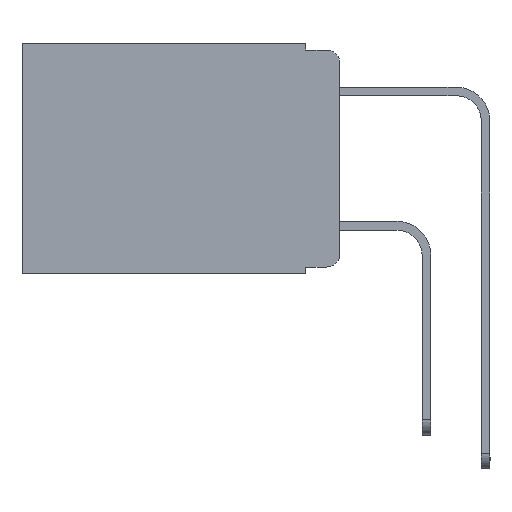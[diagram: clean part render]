
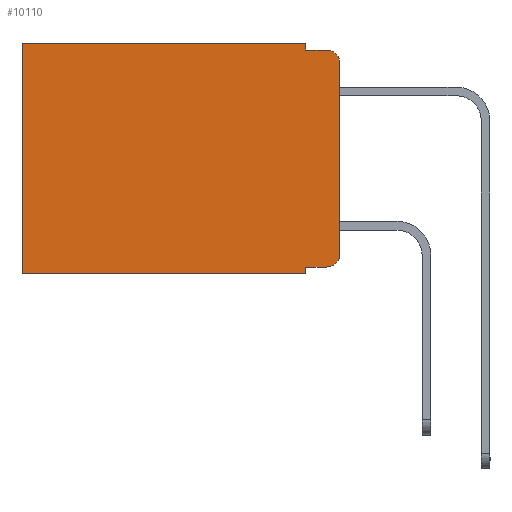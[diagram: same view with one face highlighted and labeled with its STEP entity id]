
A CAD part, left-side view. The second image highlights one B-rep face of the part: STEP entity #10110.
In plain terms, the highlighted planar face has unit normal (-1, 0, 0).
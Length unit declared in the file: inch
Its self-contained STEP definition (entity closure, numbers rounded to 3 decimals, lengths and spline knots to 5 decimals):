
#10 = CARTESIAN_POINT ( 'NONE',  ( 0.298, 0., -0.03 ) ) ;
#271 = AXIS2_PLACEMENT_3D ( 'NONE', #21066, #20584, #6137 ) ;
#929 = CARTESIAN_POINT ( 'NONE',  ( 0.298, 0., -0.343 ) ) ;
#1125 = LINE ( 'NONE', #12062, #18868 ) ;
#1318 = LINE ( 'NONE', #16149, #20340 ) ;
#1358 = CARTESIAN_POINT ( 'NONE',  ( 0.298, 0.051, 0. ) ) ;
#2023 = CARTESIAN_POINT ( 'NONE',  ( 0.298, 0.051, -0.333 ) ) ;
#2034 = CARTESIAN_POINT ( 'NONE',  ( 0.298, 0.051, -0.01 ) ) ;
#2313 = ORIENTED_EDGE ( 'NONE', *, *, #4475, .T. ) ;
#2358 = LINE ( 'NONE', #17526, #21049 ) ;
#2386 = AXIS2_PLACEMENT_3D ( 'NONE', #13324, #20825, #20707 ) ;
#2799 = CARTESIAN_POINT ( 'NONE',  ( 0.298, 0., -0.313 ) ) ;
#2806 = LINE ( 'NONE', #3031, #5973 ) ;
#2828 = DIRECTION ( 'NONE',  ( 0., -1., 0. ) ) ;
#3031 = CARTESIAN_POINT ( 'NONE',  ( 0.298, 0.051, 0. ) ) ;
#3054 = ORIENTED_EDGE ( 'NONE', *, *, #12701, .F. ) ;
#3225 = CARTESIAN_POINT ( 'NONE',  ( 0.298, 0., 0. ) ) ;
#3297 = DIRECTION ( 'NONE',  ( 0., 0., -1. ) ) ;
#3344 = CARTESIAN_POINT ( 'NONE',  ( 0.298, 0.473, 0. ) ) ;
#3374 = AXIS2_PLACEMENT_3D ( 'NONE', #6028, #5905, #13460 ) ;
#3519 = ORIENTED_EDGE ( 'NONE', *, *, #12048, .T. ) ;
#3721 = ORIENTED_EDGE ( 'NONE', *, *, #19095, .F. ) ;
#3751 = EDGE_CURVE ( 'NONE', #17924, #23532, #1125, .T. ) ;
#3910 = CARTESIAN_POINT ( 'NONE',  ( 0.298, 0.473, -0.343 ) ) ;
#4438 = EDGE_CURVE ( 'NONE', #6578, #23532, #10744, .T. ) ;
#4475 = EDGE_CURVE ( 'NONE', #17924, #12109, #10357, .T. ) ;
#5905 = DIRECTION ( 'NONE',  ( -1., 0., 0. ) ) ;
#5973 = VECTOR ( 'NONE', #21129, 39.37008 ) ;
#6028 = CARTESIAN_POINT ( 'NONE',  ( 0.298, 0.02, -0.03 ) ) ;
#6117 = VERTEX_POINT ( 'NONE', #2034 ) ;
#6137 = DIRECTION ( 'NONE',  ( 0., 0., -1. ) ) ;
#6362 = ORIENTED_EDGE ( 'NONE', *, *, #14862, .F. ) ;
#6578 = VERTEX_POINT ( 'NONE', #9846 ) ;
#6608 = VERTEX_POINT ( 'NONE', #3910 ) ;
#7827 = PLANE ( 'NONE',  #2386 ) ;
#8041 = DIRECTION ( 'NONE',  ( 0., 0., -1. ) ) ;
#8284 = EDGE_CURVE ( 'NONE', #6117, #12109, #1318, .T. ) ;
#9061 = DIRECTION ( 'NONE',  ( 0., -1., 0. ) ) ;
#9846 = CARTESIAN_POINT ( 'NONE',  ( 0.298, 0.02, -0.333 ) ) ;
#10110 = ADVANCED_FACE ( 'NONE', ( #14312 ), #7827, .F. ) ;
#10119 = VERTEX_POINT ( 'NONE', #2023 ) ;
#10357 = CIRCLE ( 'NONE', #3374, 0.02 ) ;
#10744 = CIRCLE ( 'NONE', #271, 0.02 ) ;
#11435 = VERTEX_POINT ( 'NONE', #22167 ) ;
#11855 = ORIENTED_EDGE ( 'NONE', *, *, #19924, .T. ) ;
#11946 = LINE ( 'NONE', #13785, #23801 ) ;
#12048 = EDGE_CURVE ( 'NONE', #19814, #6608, #11946, .T. ) ;
#12062 = CARTESIAN_POINT ( 'NONE',  ( 0.298, 0., 0. ) ) ;
#12109 = VERTEX_POINT ( 'NONE', #15489 ) ;
#12221 = LINE ( 'NONE', #929, #17776 ) ;
#12333 = DIRECTION ( 'NONE',  ( 0., 1., 0. ) ) ;
#12388 = EDGE_LOOP ( 'NONE', ( #19919, #2313, #18127, #3054, #11855, #3519, #6362, #3721, #16446, #16299 ) ) ;
#12535 = LINE ( 'NONE', #1358, #23671 ) ;
#12701 = EDGE_CURVE ( 'NONE', #11435, #6117, #2806, .T. ) ;
#13324 = CARTESIAN_POINT ( 'NONE',  ( 0.298, 0., 0. ) ) ;
#13460 = DIRECTION ( 'NONE',  ( 0., 0., -1. ) ) ;
#13785 = CARTESIAN_POINT ( 'NONE',  ( 0.298, 0.473, 0. ) ) ;
#14312 = FACE_OUTER_BOUND ( 'NONE', #12388, .T. ) ;
#14658 = LINE ( 'NONE', #3225, #23712 ) ;
#14862 = EDGE_CURVE ( 'NONE', #21353, #6608, #12221, .T. ) ;
#15489 = CARTESIAN_POINT ( 'NONE',  ( 0.298, 0.02, -0.01 ) ) ;
#15503 = CARTESIAN_POINT ( 'NONE',  ( 0.298, 0.051, -0.343 ) ) ;
#16149 = CARTESIAN_POINT ( 'NONE',  ( 0.298, 0.051, -0.01 ) ) ;
#16299 = ORIENTED_EDGE ( 'NONE', *, *, #4438, .T. ) ;
#16446 = ORIENTED_EDGE ( 'NONE', *, *, #23051, .T. ) ;
#17526 = CARTESIAN_POINT ( 'NONE',  ( 0.298, 0.051, -0.333 ) ) ;
#17776 = VECTOR ( 'NONE', #12333, 39.37008 ) ;
#17924 = VERTEX_POINT ( 'NONE', #10 ) ;
#18127 = ORIENTED_EDGE ( 'NONE', *, *, #8284, .F. ) ;
#18868 = VECTOR ( 'NONE', #19448, 39.37008 ) ;
#19095 = EDGE_CURVE ( 'NONE', #10119, #21353, #12535, .T. ) ;
#19448 = DIRECTION ( 'NONE',  ( 0., 0., -1. ) ) ;
#19814 = VERTEX_POINT ( 'NONE', #3344 ) ;
#19919 = ORIENTED_EDGE ( 'NONE', *, *, #3751, .F. ) ;
#19924 = EDGE_CURVE ( 'NONE', #11435, #19814, #14658, .T. ) ;
#20340 = VECTOR ( 'NONE', #9061, 39.37008 ) ;
#20584 = DIRECTION ( 'NONE',  ( -1., 0., 0. ) ) ;
#20707 = DIRECTION ( 'NONE',  ( 0., 0., -1. ) ) ;
#20825 = DIRECTION ( 'NONE',  ( 1., 0., 0. ) ) ;
#21049 = VECTOR ( 'NONE', #2828, 39.37008 ) ;
#21066 = CARTESIAN_POINT ( 'NONE',  ( 0.298, 0.02, -0.313 ) ) ;
#21129 = DIRECTION ( 'NONE',  ( 0., 0., -1. ) ) ;
#21353 = VERTEX_POINT ( 'NONE', #15503 ) ;
#22167 = CARTESIAN_POINT ( 'NONE',  ( 0.298, 0.051, 0. ) ) ;
#23051 = EDGE_CURVE ( 'NONE', #10119, #6578, #2358, .T. ) ;
#23532 = VERTEX_POINT ( 'NONE', #2799 ) ;
#23616 = DIRECTION ( 'NONE',  ( 0., 1., 0. ) ) ;
#23671 = VECTOR ( 'NONE', #3297, 39.37008 ) ;
#23712 = VECTOR ( 'NONE', #23616, 39.37008 ) ;
#23801 = VECTOR ( 'NONE', #8041, 39.37008 ) ;
